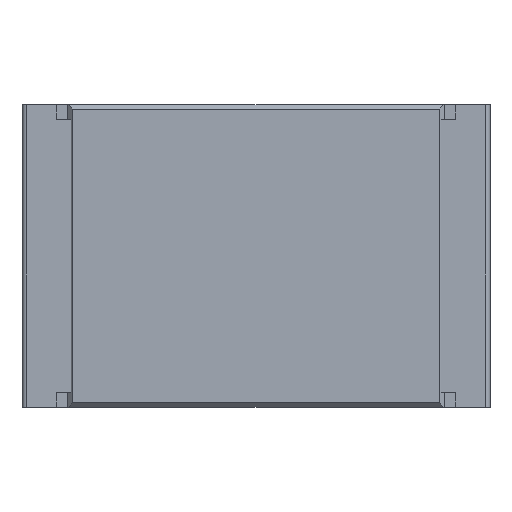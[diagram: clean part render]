
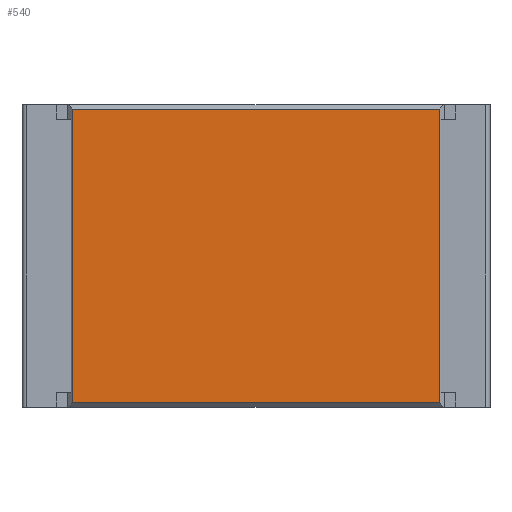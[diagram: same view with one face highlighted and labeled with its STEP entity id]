
A CAD part, top view. The second image highlights one B-rep face of the part: STEP entity #540.
In plain terms, the highlighted planar face has unit normal (0, 0, 1).
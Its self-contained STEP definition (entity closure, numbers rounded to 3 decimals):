
#540=ADVANCED_FACE('',(#918),#920,.T.);
#918=FACE_BOUND('',#919,.T.);
#919=EDGE_LOOP('',(#1197,#1198,#1199,#1200));
#920=PLANE('',#921);
#921=AXIS2_PLACEMENT_3D('',#922,#923,#924);
#922=CARTESIAN_POINT('',(0.,0.,0.65));
#923=DIRECTION('',(0.,-0.,1.));
#924=DIRECTION('',(1.,0.,0.));
#1197=ORIENTED_EDGE('',*,*,#1336,.T.);
#1198=ORIENTED_EDGE('',*,*,#1334,.T.);
#1199=ORIENTED_EDGE('',*,*,#1332,.T.);
#1200=ORIENTED_EDGE('',*,*,#1330,.T.);
#1330=EDGE_CURVE('',#1557,#1555,#1558,.T.);
#1332=EDGE_CURVE('',#1560,#1557,#1561,.T.);
#1334=EDGE_CURVE('',#1563,#1560,#1564,.T.);
#1336=EDGE_CURVE('',#1555,#1563,#1566,.T.);
#1555=VERTEX_POINT('',#2065);
#1557=VERTEX_POINT('',#2069);
#1558=LINE('',#2070,#2071);
#1560=VERTEX_POINT('',#2076);
#1561=LINE('',#2077,#2078);
#1563=VERTEX_POINT('',#2083);
#1564=LINE('',#2084,#2085);
#1566=LINE('',#2090,#2091);
#2065=CARTESIAN_POINT('',(2.,1.6,0.65));
#2069=CARTESIAN_POINT('',(2.,-1.6,0.65));
#2070=CARTESIAN_POINT('',(2.,-1.6,0.65));
#2071=VECTOR('',#2072,1.);
#2072=DIRECTION('',(0.,1.,0.));
#2076=CARTESIAN_POINT('',(-2.,-1.6,0.65));
#2077=CARTESIAN_POINT('',(-2.,-1.6,0.65));
#2078=VECTOR('',#2079,1.);
#2079=DIRECTION('',(1.,0.,0.));
#2083=CARTESIAN_POINT('',(-2.,1.6,0.65));
#2084=CARTESIAN_POINT('',(-2.,1.6,0.65));
#2085=VECTOR('',#2086,1.);
#2086=DIRECTION('',(0.,-1.,0.));
#2090=CARTESIAN_POINT('',(2.,1.6,0.65));
#2091=VECTOR('',#2092,1.);
#2092=DIRECTION('',(-1.,0.,0.));
